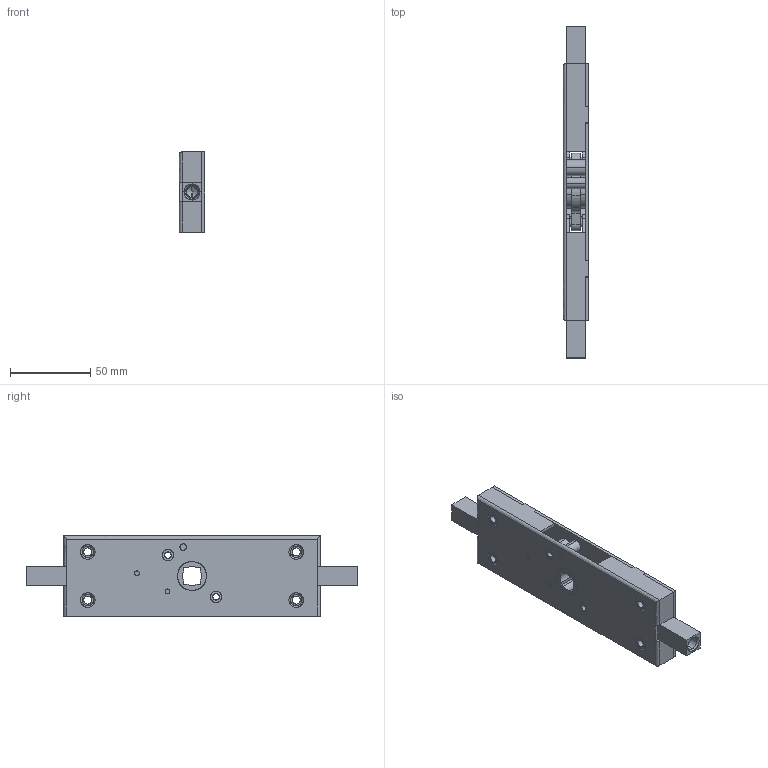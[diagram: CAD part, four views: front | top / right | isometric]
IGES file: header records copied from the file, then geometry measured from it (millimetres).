
Start section: SolidWorks IGES file using analytic representation for surfaces
Global section: file name: A-394-2.IGS,15; native system: HSolidWorks 2014; preprocessor: SolidWorks 2014; author: 1337yo; date: 190806.164749; units: millimetre
Bounding box: 16.2 x 206.96 x 50 mm (x, y, z)
Surface area: 58018.4 mm2 (no closed solid volume)
Topology: 0 solids, 0 shells, 482 faces, 7154 edges, 7150 vertices
Faces by surface type: revolution 253, bspline 229
